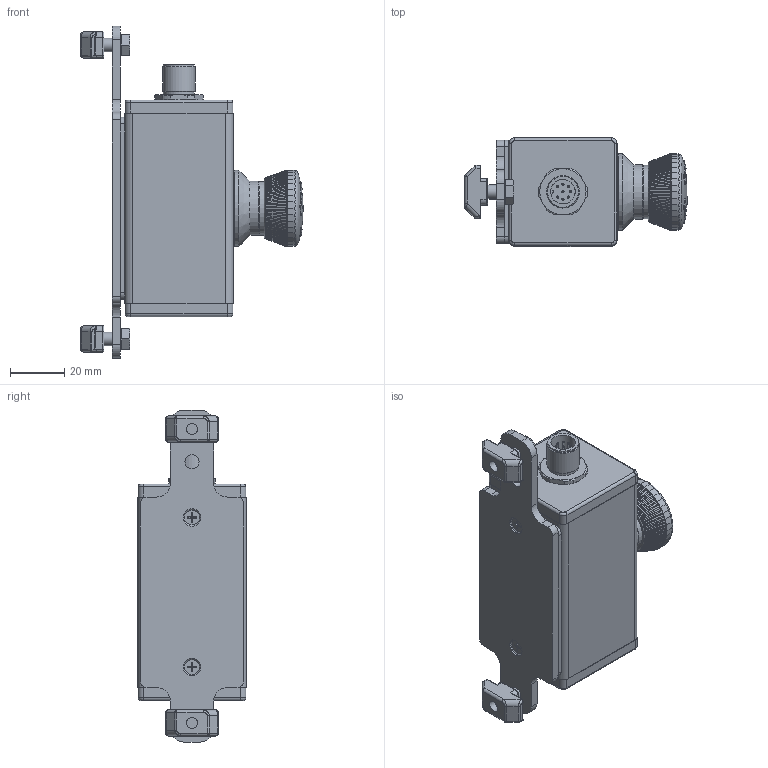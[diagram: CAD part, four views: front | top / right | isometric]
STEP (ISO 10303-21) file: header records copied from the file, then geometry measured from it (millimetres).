
FILE_DESCRIPTION(/* description */ (''),/* implementation_level */ '2;1');
FILE_NAME(/* name */ 'S41_01_ipt.stp',/* time_stamp */ '2019-06-03T10:25:52+02:00',/* author */ ('ahoffmann'),/* organization */ (''),/* preprocessor_version */ 'ST-DEVELOPER v16.1',/* originating_system */ 'Autodesk Inventor 2016',/* authorisation */ '');
FILE_SCHEMA (('AUTOMOTIVE_DESIGN { 1 0 10303 214 3 1 1 }'));
Length unit declared in the file: centimetre
Products named in the file (1): S41_01_vereinfacht
Bounding box: 81.73 x 40 x 122 mm (x, y, z)
Volume: 152591.2 mm3; surface area: 31022.8 mm2
Topology: 1 solids, 10 shells, 1327 faces, 3331 edges, 2044 vertices
Faces by surface type: plane 544, cylinder 333, cone 207, torus 123, bspline 92, sphere 28
Full cylindrical faces by diameter (mm): 0.8 x8, 2.693 x2, 3 x3, 3.2 x4, 4.2 x2, 4.567 x2, 5 x2, 5.2 x3, 5.5 x2, 6 x1, 6.4 x2, 6.7 x2, 9 x1, 11.4 x2, 12 x1, 13 x2, 15.9 x1, 16 x1, 19.65 x1, 19.85 x1, 22 x2, 27.4 x1, 28 x1
Entity records: 42784 total; most frequent: CARTESIAN_POINT 12967, ORIENTED_EDGE 6464, DIRECTION 6206, EDGE_CURVE 3228, AXIS2_PLACEMENT_3D 2598, VERTEX_POINT 2027, EDGE_LOOP 1451, CIRCLE 1334
